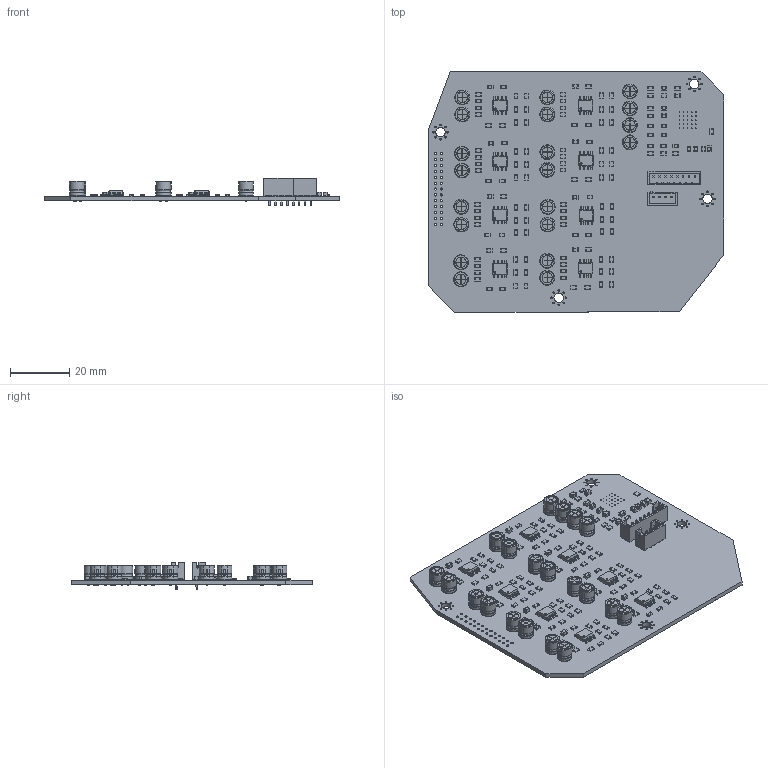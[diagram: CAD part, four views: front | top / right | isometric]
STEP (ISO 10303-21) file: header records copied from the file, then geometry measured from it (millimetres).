
FILE_DESCRIPTION(('KiCad electronic assembly'),'2;1');
FILE_NAME('Kiloan-ADM_pcb.step','2025-11-20T15:34:22',('Pcbnew'),( 'Kicad'),'Open CASCADE STEP processor 7.8','KiCad to STEP converter' ,'Unknown');
FILE_SCHEMA(('AUTOMOTIVE_DESIGN { 1 0 10303 214 1 1 1 1 }'));
Length unit declared in the file: millimetre
Products named in the file (8): Kiloan-ADM_pcb 1; R_0805_2012Metric; C_0805_2012Metric; CP_Radial_D5.0mm_P2.00mm; JST_PH_B4B-PH-K_1x04_P2.00mm_Vertical; SOIC-8_3.9x4.9mm_P1.27mm; JST_PH_B8B-PH-K_1x08_P2.00mm_Vertical; Kiloan-ADM_PCB
Assembly tree (168 placements, depth 2):
  Kiloan-ADM_pcb 1
    R_0805_2012Metric  x117
    C_0805_2012Metric  x20
    CP_Radial_D5.0mm_P2.00mm  x20
    JST_PH_B4B-PH-K_1x04_P2.00mm_Vertical
    SOIC-8_3.9x4.9mm_P1.27mm  x8
    JST_PH_B8B-PH-K_1x08_P2.00mm_Vertical
    Kiloan-ADM_PCB
Bounding box: 100 x 81.5 x 9.4 mm (x, y, z)
Volume: 14351.2 mm3; surface area: 22241.6 mm2
Topology: 168 solids, 188 shells, 6393 faces, 16465 edges, 10558 vertices
Faces by surface type: plane 4034, cylinder 1843, bspline 376, revolution 100, torus 40
Full cylindrical faces by diameter (mm): 0.2 x25, 0.5 x72, 0.6 x8, 0.75 x38, 0.8 x40, 3.2 x4
Entity records: 32491 total; most frequent: CARTESIAN_POINT 5403, DIRECTION 4471, ORIENTED_EDGE 4368, EDGE_CURVE 2184, LINE 1692, VECTOR 1692, VERTEX_POINT 1405, AXIS2_PLACEMENT_3D 1387
